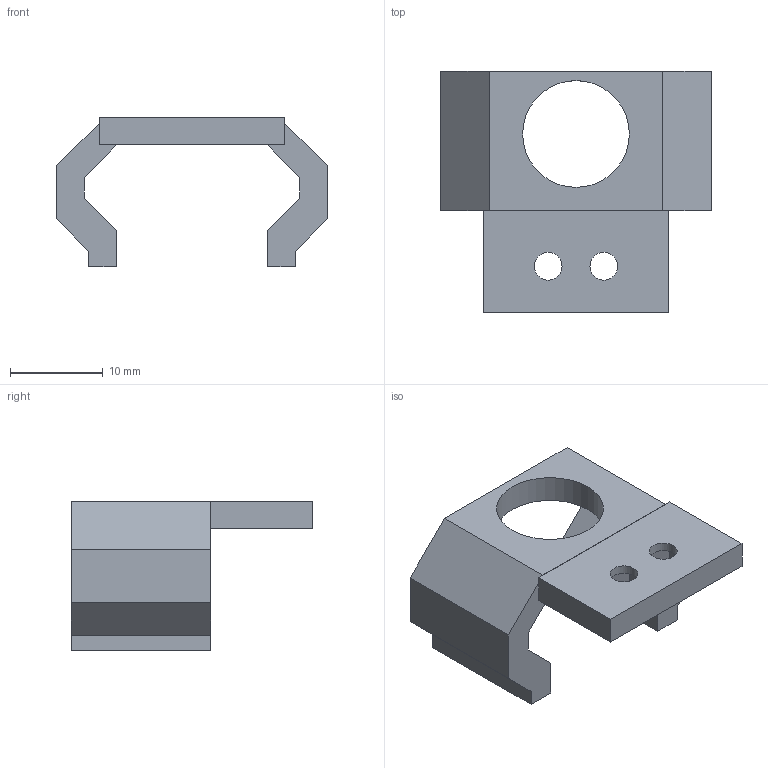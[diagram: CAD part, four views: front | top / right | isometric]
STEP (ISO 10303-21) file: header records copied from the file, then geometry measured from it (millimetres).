
FILE_DESCRIPTION(/* description */ (''),/* implementation_level */ '2;1');
FILE_NAME(/* name */ 'Rail limit sensor holder.step',/* time_stamp */ '2025-07-22T18:01:34+03:00',/* author */ (''),/* organization */ (''),/* preprocessor_version */ 'ST-DEVELOPER v20.1',/* originating_system */ 'Autodesk Translation Framework v14.10.0.0',/* authorisation */ '');
FILE_SCHEMA (('AUTOMOTIVE_DESIGN { 1 0 10303 214 3 1 1 }'));
Length unit declared in the file: millimetre
Products named in the file (3): v2 rail sensorin pidike; Testi rail sensorin pidike; version2
Assembly tree (2 placements, depth 2):
  v2 rail sensorin pidike
    Testi rail sensorin pidike
    version2
Bounding box: 29.2 x 26 x 16.15 mm (x, y, z)
Volume: 2776.1 mm3; surface area: 2592.2 mm2
Topology: 2 solids, 2 shells, 45 faces, 117 edges, 78 vertices
Faces by surface type: plane 42, cylinder 3
Full cylindrical faces by diameter (mm): 3 x2, 11.5 x1
Entity records: 1454 total; most frequent: CARTESIAN_POINT 245, ORIENTED_EDGE 234, DIRECTION 223, EDGE_CURVE 117, LINE 111, VECTOR 111, VERTEX_POINT 78, AXIS2_PLACEMENT_3D 56
